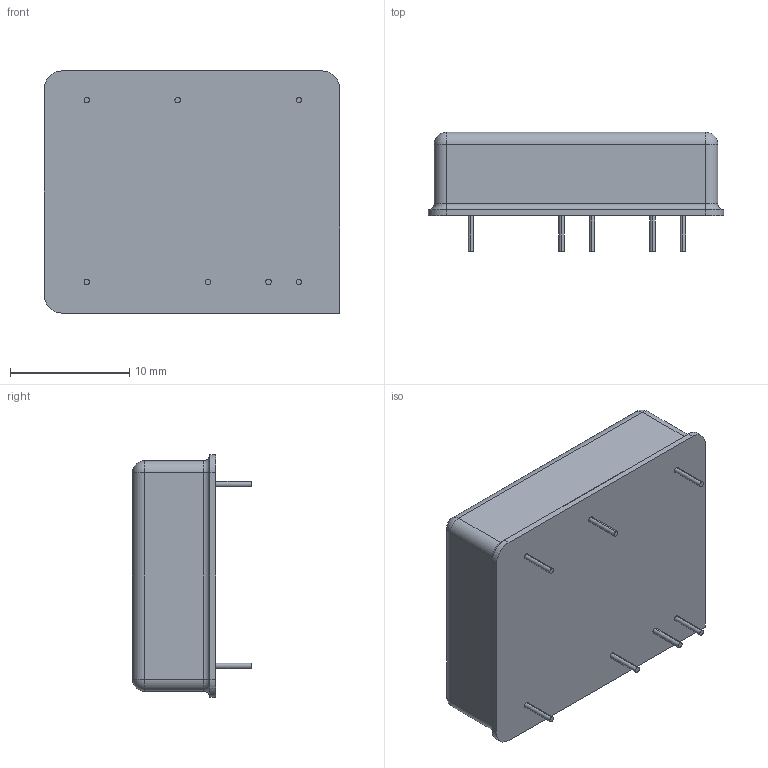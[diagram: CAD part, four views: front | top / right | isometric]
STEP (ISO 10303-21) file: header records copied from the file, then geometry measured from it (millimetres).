
FILE_DESCRIPTION (( 'STEP AP214' ), '1' );
FILE_NAME ('SLH2805.STEP', '2020-06-22T08:22:43', ( '' ), ( '' ), 'SwSTEP 2.0', 'SolidWorks 2018', '' );
FILE_SCHEMA (( 'AUTOMOTIVE_DESIGN' ));
Length unit declared in the file: millimetre
Products named in the file (1): SLH2805
Bounding box: 24.77 x 9.98 x 20.32 mm (x, y, z)
Volume: 3211.5 mm3; surface area: 1570.8 mm2
Topology: 1 solids, 1 shells, 55 faces, 114 edges, 64 vertices
Faces by surface type: cylinder 29, plane 18, sphere 4, torus 4
Entity records: 1453 total; most frequent: DIRECTION 281, CARTESIAN_POINT 230, ORIENTED_EDGE 220, AXIS2_PLACEMENT_3D 115, EDGE_CURVE 110, VERTEX_POINT 64, EDGE_LOOP 62, CIRCLE 59
